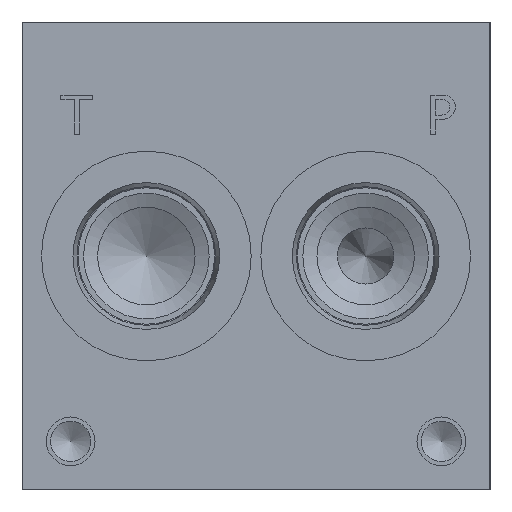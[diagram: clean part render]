
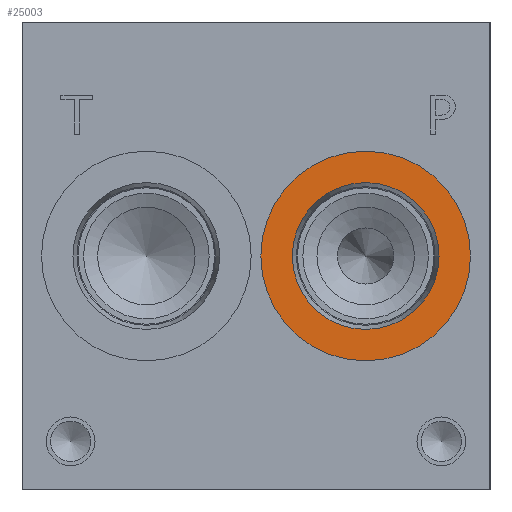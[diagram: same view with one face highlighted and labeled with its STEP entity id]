
A CAD part, left-side view. The second image highlights one B-rep face of the part: STEP entity #25003.
In plain terms, the highlighted planar face has unit normal (-1, 0, 0).
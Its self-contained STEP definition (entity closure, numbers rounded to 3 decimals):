
#1354=CIRCLE('',#26956,17.069);
#1355=CIRCLE('',#26957,17.069);
#1356=CIRCLE('',#26958,11.951);
#1569=FACE_BOUND('',#5318,.T.);
#3806=FACE_OUTER_BOUND('',#5317,.T.);
#5317=EDGE_LOOP('',(#22093,#22094));
#5318=EDGE_LOOP('',(#22095));
#11852=VERTEX_POINT('',#43813);
#11853=VERTEX_POINT('',#43814);
#11854=VERTEX_POINT('',#43817);
#15334=EDGE_CURVE('',#11852,#11853,#1354,.T.);
#15335=EDGE_CURVE('',#11853,#11852,#1355,.T.);
#15336=EDGE_CURVE('',#11854,#11854,#1356,.T.);
#22093=ORIENTED_EDGE('',*,*,#15334,.T.);
#22094=ORIENTED_EDGE('',*,*,#15335,.T.);
#22095=ORIENTED_EDGE('',*,*,#15336,.F.);
#22945=PLANE('',#26955);
#25003=ADVANCED_FACE('',(#3806,#1569),#22945,.T.);
#26955=AXIS2_PLACEMENT_3D('',#43812,#32818,#32819);
#26956=AXIS2_PLACEMENT_3D('',#43815,#32820,#32821);
#26957=AXIS2_PLACEMENT_3D('',#43816,#32822,#32823);
#26958=AXIS2_PLACEMENT_3D('',#43818,#32824,#32825);
#32818=DIRECTION('center_axis',(-1.,0.,0.));
#32819=DIRECTION('ref_axis',(0.,1.,0.));
#32820=DIRECTION('center_axis',(-1.,0.,0.));
#32821=DIRECTION('ref_axis',(0.,1.,0.));
#32822=DIRECTION('center_axis',(-1.,0.,0.));
#32823=DIRECTION('ref_axis',(0.,1.,0.));
#32824=DIRECTION('center_axis',(-1.,0.,0.));
#32825=DIRECTION('ref_axis',(0.,1.,0.));
#43812=CARTESIAN_POINT('Origin',(0.787,20.244,38.1));
#43813=CARTESIAN_POINT('',(0.787,37.313,38.1));
#43814=CARTESIAN_POINT('',(0.787,3.175,38.1));
#43815=CARTESIAN_POINT('Origin',(0.787,20.244,38.1));
#43816=CARTESIAN_POINT('Origin',(0.787,20.244,38.1));
#43817=CARTESIAN_POINT('',(0.787,8.293,38.1));
#43818=CARTESIAN_POINT('Origin',(0.787,20.244,38.1));
